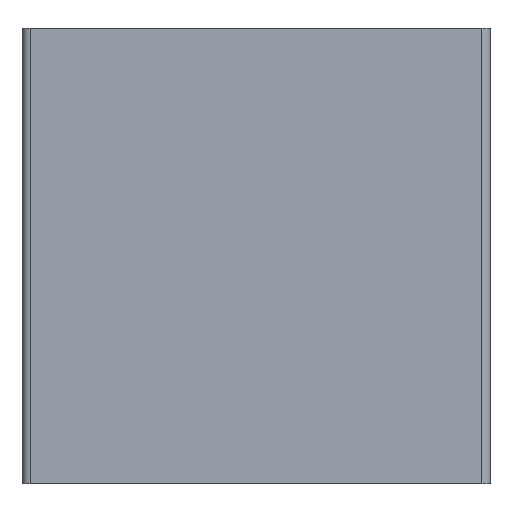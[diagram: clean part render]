
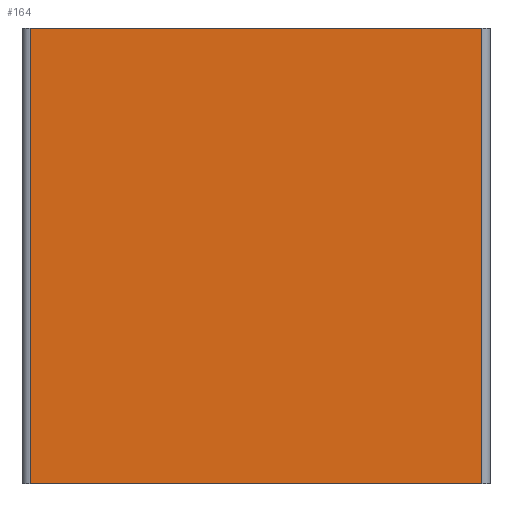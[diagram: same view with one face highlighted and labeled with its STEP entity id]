
A CAD part, front view. The second image highlights one B-rep face of the part: STEP entity #164.
In plain terms, the highlighted planar face has unit normal (0, -1, 0).
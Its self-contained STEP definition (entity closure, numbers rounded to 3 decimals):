
#2 = FACE_OUTER_BOUND ( 'NONE', #147, .T. ) ;
#13 = ORIENTED_EDGE ( 'NONE', *, *, #38, .T. ) ;
#18 = LINE ( 'NONE', #249, #290 ) ;
#30 = LINE ( 'NONE', #196, #50 ) ;
#38 = EDGE_CURVE ( 'NONE', #319, #120, #142, .T. ) ;
#46 = CARTESIAN_POINT ( 'NONE',  ( -27.34, -9.115, 0. ) ) ;
#50 = VECTOR ( 'NONE', #223, 1000. ) ;
#61 = DIRECTION ( 'NONE',  ( 1., 0., 0. ) ) ;
#68 = CARTESIAN_POINT ( 'NONE',  ( -27.34, -9.115, -112. ) ) ;
#70 = CARTESIAN_POINT ( 'NONE',  ( 83.66, -9.115, -112. ) ) ;
#75 = EDGE_CURVE ( 'NONE', #151, #294, #30, .T. ) ;
#82 = EDGE_CURVE ( 'NONE', #120, #151, #224, .T. ) ;
#84 = ORIENTED_EDGE ( 'NONE', *, *, #82, .T. ) ;
#87 = EDGE_CURVE ( 'NONE', #319, #294, #18, .T. ) ;
#99 = AXIS2_PLACEMENT_3D ( 'NONE', #282, #202, #304 ) ;
#120 = VERTEX_POINT ( 'NONE', #68 ) ;
#128 = ORIENTED_EDGE ( 'NONE', *, *, #75, .T. ) ;
#136 = CARTESIAN_POINT ( 'NONE',  ( -29.34, -9.115, -112. ) ) ;
#142 = LINE ( 'NONE', #199, #212 ) ;
#143 = DIRECTION ( 'NONE',  ( 1., 0., 0. ) ) ;
#147 = EDGE_LOOP ( 'NONE', ( #84, #128, #245, #13 ) ) ;
#151 = VERTEX_POINT ( 'NONE', #70 ) ;
#164 = ADVANCED_FACE ( 'NONE', ( #2 ), #284, .T. ) ;
#181 = CARTESIAN_POINT ( 'NONE',  ( 83.66, -9.115, 0. ) ) ;
#192 = VECTOR ( 'NONE', #61, 1000. ) ;
#196 = CARTESIAN_POINT ( 'NONE',  ( 83.66, -9.115, -112. ) ) ;
#199 = CARTESIAN_POINT ( 'NONE',  ( -27.34, -9.115, -112. ) ) ;
#202 = DIRECTION ( 'NONE',  ( 0., -1., 0. ) ) ;
#212 = VECTOR ( 'NONE', #324, 1000. ) ;
#223 = DIRECTION ( 'NONE',  ( 0., 0., 1. ) ) ;
#224 = LINE ( 'NONE', #136, #192 ) ;
#245 = ORIENTED_EDGE ( 'NONE', *, *, #87, .F. ) ;
#249 = CARTESIAN_POINT ( 'NONE',  ( -29.34, -9.115, 0. ) ) ;
#282 = CARTESIAN_POINT ( 'NONE',  ( -29.34, -9.115, -112. ) ) ;
#284 = PLANE ( 'NONE',  #99 ) ;
#290 = VECTOR ( 'NONE', #143, 1000. ) ;
#294 = VERTEX_POINT ( 'NONE', #181 ) ;
#304 = DIRECTION ( 'NONE',  ( 0., 0., -1. ) ) ;
#319 = VERTEX_POINT ( 'NONE', #46 ) ;
#324 = DIRECTION ( 'NONE',  ( 0., 0., -1. ) ) ;
